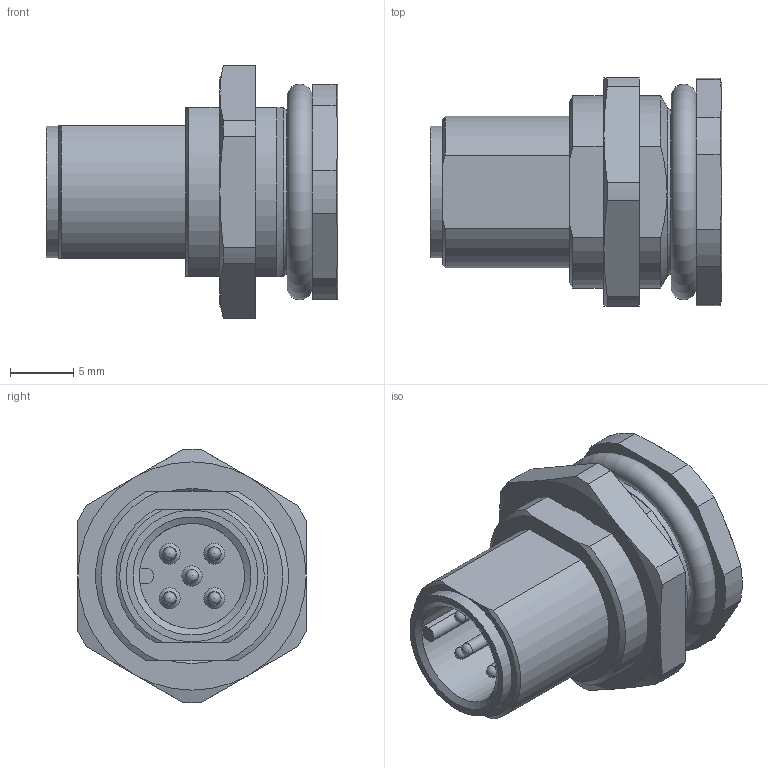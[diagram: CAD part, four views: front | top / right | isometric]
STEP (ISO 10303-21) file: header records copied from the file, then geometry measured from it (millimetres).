
FILE_DESCRIPTION(/* description */ (''),/* implementation_level */ '2;1');
FILE_NAME(/* name */ '99-3441-216-05_bg.stp',/* time_stamp */ '2008-11-06T11:23:32+01:00',/* author */ (''),/* organization */ (''),/* preprocessor_version */ 'ST-DEVELOPER v11',/* originating_system */ 'UGS - NX 5.0',/* authorisation */ '');
FILE_SCHEMA (('CONFIG_CONTROL_DESIGN'));
Length unit declared in the file: millimetre
Products named in the file (1): kborF404wjs5
Bounding box: 23 x 18 x 19.99 mm (x, y, z)
Volume: 2447.9 mm3; surface area: 3010.4 mm2
Topology: 2 solids, 2 shells, 167 faces, 445 edges, 292 vertices
Faces by surface type: plane 66, cylinder 47, cone 37, torus 12, sphere 5
Full cylindrical faces by diameter (mm): 0.77 x5, 1 x5, 1.05 x5, 7.7 x1, 8.3 x1, 10.4 x1, 11 x1, 13 x1, 13.8 x1
Entity records: 5156 total; most frequent: CARTESIAN_POINT 1385, DIRECTION 774, ORIENTED_EDGE 704, EDGE_CURVE 352, AXIS2_PLACEMENT_3D 324, VERTEX_POINT 251, EDGE_LOOP 226, ADVANCED_FACE 167
